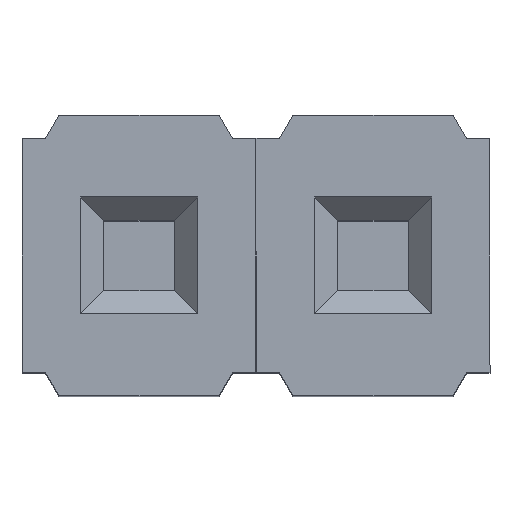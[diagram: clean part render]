
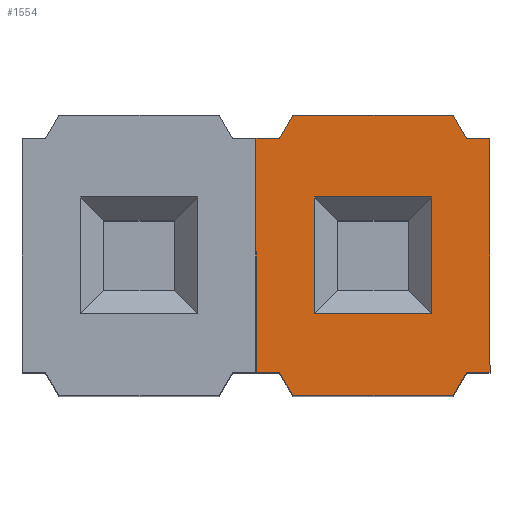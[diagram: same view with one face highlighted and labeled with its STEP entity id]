
A CAD part, top view. The second image highlights one B-rep face of the part: STEP entity #1554.
In plain terms, the highlighted planar face has unit normal (0, 0, 1).
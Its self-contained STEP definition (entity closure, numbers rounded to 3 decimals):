
#30=FACE_BOUND($,#194,.T.);
#98=FACE_OUTER_BOUND($,#193,.T.);
#193=EDGE_LOOP($,(#1283,#1284,#1285,#1286,#1287,#1288,#1289,#1290,#1291,
#1292,#1293,#1294));
#194=EDGE_LOOP($,(#1295,#1296,#1297,#1298));
#336=LINE($,#2333,#544);
#338=LINE($,#2337,#546);
#340=LINE($,#2341,#548);
#342=LINE($,#2344,#550);
#345=LINE($,#2352,#553);
#348=LINE($,#2358,#556);
#351=LINE($,#2364,#559);
#354=LINE($,#2370,#562);
#357=LINE($,#2376,#565);
#360=LINE($,#2382,#568);
#363=LINE($,#2388,#571);
#366=LINE($,#2394,#574);
#369=LINE($,#2400,#577);
#372=LINE($,#2406,#580);
#375=LINE($,#2412,#583);
#378=LINE($,#2416,#586);
#544=VECTOR($,#1913,1.27);
#546=VECTOR($,#1917,1.27);
#548=VECTOR($,#1921,1.27);
#550=VECTOR($,#1925,1.27);
#553=VECTOR($,#1930,1.739);
#556=VECTOR($,#1935,0.293);
#559=VECTOR($,#1940,0.254);
#562=VECTOR($,#1945,2.54);
#565=VECTOR($,#1950,0.254);
#568=VECTOR($,#1955,0.293);
#571=VECTOR($,#1960,1.739);
#574=VECTOR($,#1965,0.293);
#577=VECTOR($,#1970,0.254);
#580=VECTOR($,#1975,2.54);
#583=VECTOR($,#1980,0.254);
#586=VECTOR($,#1985,0.293);
#711=VERTEX_POINT($,#2330);
#712=VERTEX_POINT($,#2332);
#713=VERTEX_POINT($,#2336);
#714=VERTEX_POINT($,#2340);
#717=VERTEX_POINT($,#2349);
#718=VERTEX_POINT($,#2351);
#720=VERTEX_POINT($,#2357);
#722=VERTEX_POINT($,#2363);
#724=VERTEX_POINT($,#2369);
#726=VERTEX_POINT($,#2375);
#728=VERTEX_POINT($,#2381);
#730=VERTEX_POINT($,#2387);
#732=VERTEX_POINT($,#2393);
#734=VERTEX_POINT($,#2399);
#736=VERTEX_POINT($,#2405);
#738=VERTEX_POINT($,#2411);
#888=EDGE_CURVE($,#712,#711,#336,.T.);
#890=EDGE_CURVE($,#713,#712,#338,.T.);
#892=EDGE_CURVE($,#714,#713,#340,.T.);
#894=EDGE_CURVE($,#711,#714,#342,.T.);
#897=EDGE_CURVE($,#718,#717,#345,.T.);
#900=EDGE_CURVE($,#720,#718,#348,.T.);
#903=EDGE_CURVE($,#722,#720,#351,.T.);
#906=EDGE_CURVE($,#724,#722,#354,.T.);
#909=EDGE_CURVE($,#726,#724,#357,.T.);
#912=EDGE_CURVE($,#728,#726,#360,.T.);
#915=EDGE_CURVE($,#730,#728,#363,.T.);
#918=EDGE_CURVE($,#732,#730,#366,.T.);
#921=EDGE_CURVE($,#734,#732,#369,.T.);
#924=EDGE_CURVE($,#736,#734,#372,.T.);
#927=EDGE_CURVE($,#738,#736,#375,.T.);
#930=EDGE_CURVE($,#717,#738,#378,.T.);
#1283=ORIENTED_EDGE($,*,*,#930,.T.);
#1284=ORIENTED_EDGE($,*,*,#927,.T.);
#1285=ORIENTED_EDGE($,*,*,#924,.T.);
#1286=ORIENTED_EDGE($,*,*,#921,.T.);
#1287=ORIENTED_EDGE($,*,*,#918,.T.);
#1288=ORIENTED_EDGE($,*,*,#915,.T.);
#1289=ORIENTED_EDGE($,*,*,#912,.T.);
#1290=ORIENTED_EDGE($,*,*,#909,.T.);
#1291=ORIENTED_EDGE($,*,*,#906,.T.);
#1292=ORIENTED_EDGE($,*,*,#903,.T.);
#1293=ORIENTED_EDGE($,*,*,#900,.T.);
#1294=ORIENTED_EDGE($,*,*,#897,.T.);
#1295=ORIENTED_EDGE($,*,*,#888,.T.);
#1296=ORIENTED_EDGE($,*,*,#894,.T.);
#1297=ORIENTED_EDGE($,*,*,#892,.T.);
#1298=ORIENTED_EDGE($,*,*,#890,.T.);
#1462=PLANE($,#1667);
#1554=ADVANCED_FACE($,(#98,#30),#1462,.T.);
#1667=AXIS2_PLACEMENT_3D($,#2418,#1988,#1989);
#1913=DIRECTION($,(0.,-1.,0.));
#1917=DIRECTION($,(1.,0.,0.));
#1921=DIRECTION($,(0.,1.,0.));
#1925=DIRECTION($,(-1.,0.,0.));
#1930=DIRECTION($,(-1.,0.,0.));
#1935=DIRECTION($,(-0.5,0.866,0.));
#1940=DIRECTION($,(-1.,0.,0.));
#1945=DIRECTION($,(0.,1.,0.));
#1950=DIRECTION($,(1.,0.,0.));
#1955=DIRECTION($,(0.5,0.866,0.));
#1960=DIRECTION($,(1.,0.,0.));
#1965=DIRECTION($,(0.5,-0.866,0.));
#1970=DIRECTION($,(1.,0.,0.));
#1975=DIRECTION($,(0.,-1.,0.));
#1980=DIRECTION($,(-1.,0.,0.));
#1985=DIRECTION($,(-0.5,-0.866,0.));
#1988=DIRECTION('center_axis',(0.,0.,1.));
#1989=DIRECTION('ref_axis',(1.,0.,0.));
#2330=CARTESIAN_POINT('',(3.175,-0.634,5.08));
#2332=CARTESIAN_POINT('',(3.175,0.636,5.08));
#2333=CARTESIAN_POINT($,(3.175,0.16,5.08));
#2336=CARTESIAN_POINT('',(1.905,0.636,5.08));
#2337=CARTESIAN_POINT($,(2.381,0.636,5.08));
#2340=CARTESIAN_POINT('',(1.905,-0.634,5.08));
#2341=CARTESIAN_POINT($,(1.905,-0.158,5.08));
#2344=CARTESIAN_POINT($,(2.699,-0.634,5.08));
#2349=CARTESIAN_POINT('',(1.671,1.525,5.08));
#2351=CARTESIAN_POINT('',(3.409,1.525,5.08));
#2352=CARTESIAN_POINT($,(1.671,1.525,5.08));
#2357=CARTESIAN_POINT('',(3.556,1.271,5.08));
#2358=CARTESIAN_POINT($,(3.409,1.525,5.08));
#2363=CARTESIAN_POINT('',(3.81,1.271,5.08));
#2364=CARTESIAN_POINT($,(3.556,1.271,5.08));
#2369=CARTESIAN_POINT('',(3.81,-1.269,5.08));
#2370=CARTESIAN_POINT($,(3.81,1.271,5.08));
#2375=CARTESIAN_POINT('',(3.556,-1.269,5.08));
#2376=CARTESIAN_POINT($,(3.81,-1.269,5.08));
#2381=CARTESIAN_POINT('',(3.409,-1.523,5.08));
#2382=CARTESIAN_POINT($,(3.556,-1.269,5.08));
#2387=CARTESIAN_POINT('',(1.671,-1.523,5.08));
#2388=CARTESIAN_POINT($,(3.409,-1.523,5.08));
#2393=CARTESIAN_POINT('',(1.524,-1.269,5.08));
#2394=CARTESIAN_POINT($,(1.671,-1.523,5.08));
#2399=CARTESIAN_POINT('',(1.27,-1.269,5.08));
#2400=CARTESIAN_POINT($,(1.524,-1.269,5.08));
#2405=CARTESIAN_POINT('',(1.27,1.271,5.08));
#2406=CARTESIAN_POINT($,(1.27,-1.269,5.08));
#2411=CARTESIAN_POINT('',(1.524,1.271,5.08));
#2412=CARTESIAN_POINT($,(1.27,1.271,5.08));
#2416=CARTESIAN_POINT($,(1.524,1.271,5.08));
#2418=CARTESIAN_POINT('Origin',(2.54,0.001,5.08));
